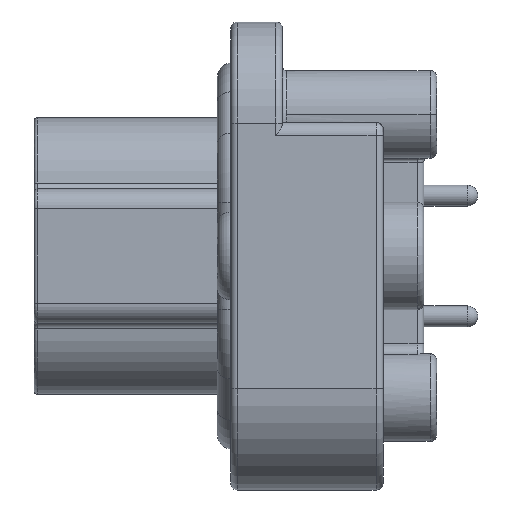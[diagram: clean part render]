
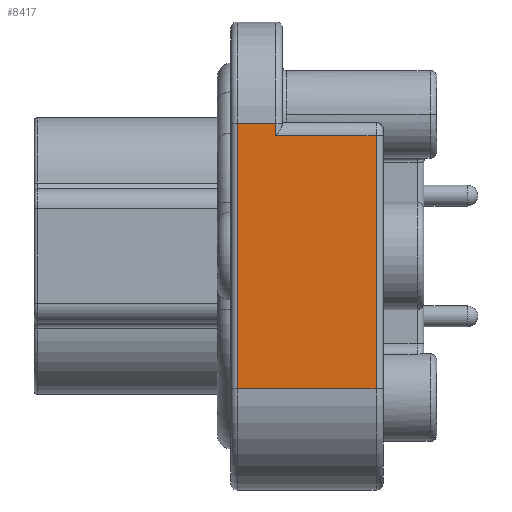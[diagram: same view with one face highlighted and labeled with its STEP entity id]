
A CAD part, left-side view. The second image highlights one B-rep face of the part: STEP entity #8417.
In plain terms, the highlighted planar face has unit normal (-1, 0, 0).
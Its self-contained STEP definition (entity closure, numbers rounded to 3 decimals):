
#1104=DIRECTION('',(0.,0.,-1.));
#1105=VECTOR('',#1104,20.01);
#1106=CARTESIAN_POINT('',(-19.175,11.,10.005));
#1107=LINE('',#1106,#1105);
#1600=DIRECTION('',(0.,0.,1.));
#1601=VECTOR('',#1600,19.06);
#1602=CARTESIAN_POINT('',(-19.175,0.55,-10.005));
#1603=LINE('',#1602,#1601);
#1631=DIRECTION('',(0.,-1.,0.));
#1632=VECTOR('',#1631,10.45);
#1633=CARTESIAN_POINT('',(-19.175,11.,-10.005));
#1634=LINE('',#1633,#1632);
#1635=DIRECTION('',(0.,1.,0.));
#1636=VECTOR('',#1635,2.9);
#1637=CARTESIAN_POINT('',(-19.175,8.1,10.005));
#1638=LINE('',#1637,#1636);
#3038=DIRECTION('',(0.,1.,0.));
#3039=VECTOR('',#3038,7.55);
#3040=CARTESIAN_POINT('',(-19.175,0.55,9.055));
#3041=LINE('',#3040,#3039);
#3055=DIRECTION('',(0.,0.,1.));
#3056=VECTOR('',#3055,0.95);
#3057=CARTESIAN_POINT('',(-19.175,8.1,9.055));
#3058=LINE('',#3057,#3056);
#5586=CARTESIAN_POINT('',(-19.175,0.55,9.055));
#5587=VERTEX_POINT('',#5586);
#5588=CARTESIAN_POINT('',(-19.175,0.55,-10.005));
#5589=VERTEX_POINT('',#5588);
#5737=CARTESIAN_POINT('',(-19.175,8.1,9.055));
#5738=VERTEX_POINT('',#5737);
#5740=CARTESIAN_POINT('',(-19.175,11.,-10.005));
#5741=VERTEX_POINT('',#5740);
#5742=CARTESIAN_POINT('',(-19.175,11.,10.005));
#5743=VERTEX_POINT('',#5742);
#5744=CARTESIAN_POINT('',(-19.175,8.1,10.005));
#5745=VERTEX_POINT('',#5744);
#8401=CARTESIAN_POINT('',(-19.175,0.,-10.005));
#8402=DIRECTION('',(-1.,0.,0.));
#8403=DIRECTION('',(0.,0.,1.));
#8404=AXIS2_PLACEMENT_3D('',#8401,#8402,#8403);
#8405=PLANE('',#8404);
#8406=ORIENTED_EDGE('',*,*,#8342,.F.);
#8407=ORIENTED_EDGE('',*,*,#8396,.F.);
#8408=ORIENTED_EDGE('',*,*,#7678,.F.);
#8410=ORIENTED_EDGE('',*,*,#8409,.F.);
#8412=ORIENTED_EDGE('',*,*,#8411,.F.);
#8414=ORIENTED_EDGE('',*,*,#8413,.F.);
#8415=EDGE_LOOP('',(#8406,#8407,#8408,#8410,#8412,#8414));
#8416=FACE_OUTER_BOUND('',#8415,.F.);
#8417=ADVANCED_FACE('',(#8416),#8405,.T.);
#7678=EDGE_CURVE('',#5743,#5741,#1107,.T.);
#8342=EDGE_CURVE('',#5589,#5587,#1603,.T.);
#8396=EDGE_CURVE('',#5741,#5589,#1634,.T.);
#8409=EDGE_CURVE('',#5745,#5743,#1638,.T.);
#8411=EDGE_CURVE('',#5738,#5745,#3058,.T.);
#8413=EDGE_CURVE('',#5587,#5738,#3041,.T.);
